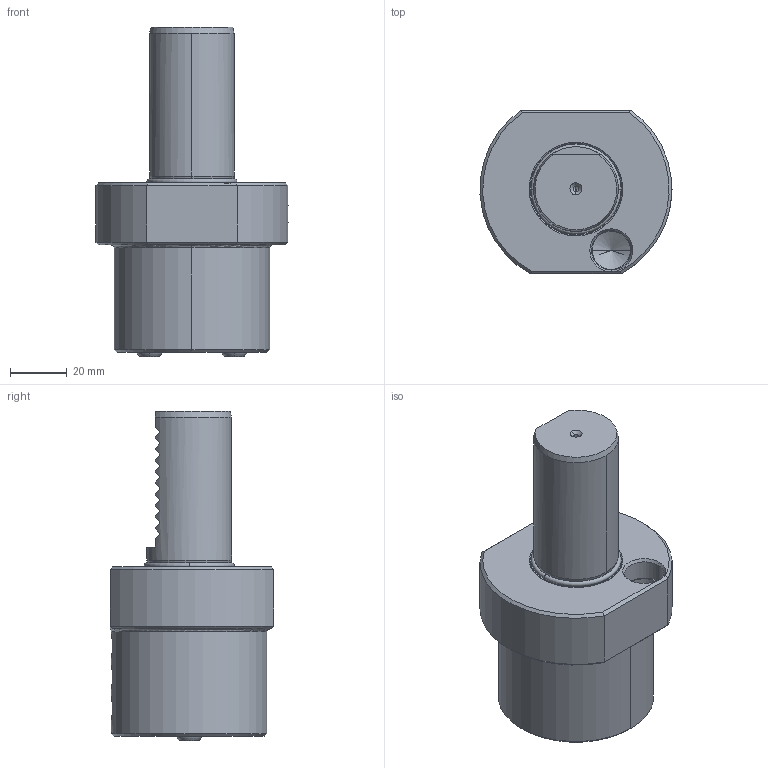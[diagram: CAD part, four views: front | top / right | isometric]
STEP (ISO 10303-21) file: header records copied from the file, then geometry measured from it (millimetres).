
FILE_DESCRIPTION((''),'2;1');
FILE_NAME('309_52_12','2020-09-29T',('101107'),(''),'CREO PARAMETRIC BY PTC INC, 2016260','CREO PARAMETRIC BY PTC INC, 2016260','');
FILE_SCHEMA(('CONFIG_CONTROL_DESIGN'));
Length unit declared in the file: millimetre
Products named in the file (1): 309_52_12
Bounding box: 67.95 x 58 x 116.5 mm (x, y, z)
Volume: 188656.9 mm3; surface area: 30071.7 mm2
Topology: 1 solids, 6 shells, 342 faces, 844 edges, 505 vertices
Faces by surface type: cone 135, plane 109, cylinder 78, torus 10, sphere 8, bspline 2
Entity records: 10881 total; most frequent: CARTESIAN_POINT 2988, ORIENTED_EDGE 1652, DIRECTION 1629, EDGE_CURVE 826, AXIS2_PLACEMENT_3D 644, VERTEX_POINT 505, EDGE_LOOP 365, FACE_OUTER_BOUND 342
